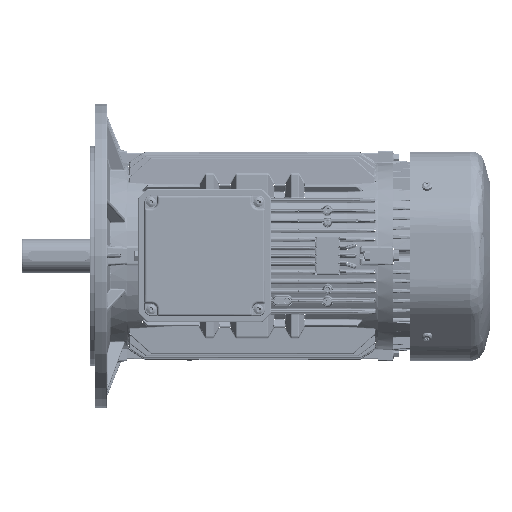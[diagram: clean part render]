
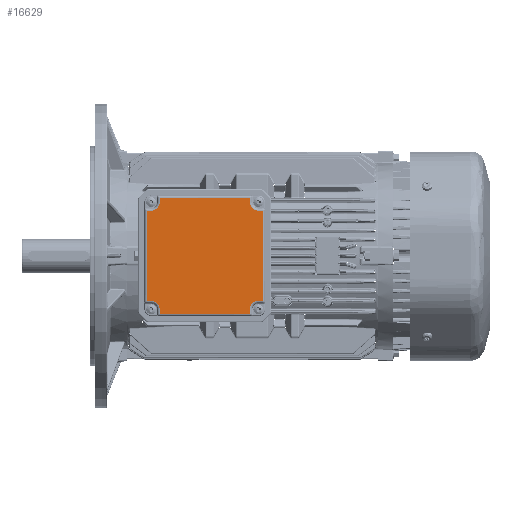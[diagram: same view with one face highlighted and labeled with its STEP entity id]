
A CAD part, top view. The second image highlights one B-rep face of the part: STEP entity #16629.
In plain terms, the highlighted planar face has unit normal (0, 0, 1).
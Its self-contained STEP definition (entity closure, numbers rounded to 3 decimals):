
#16629=ADVANCED_FACE('',(#24728),#22759,.T.);
#22759=PLANE('',#117635);
#24728=FACE_OUTER_BOUND('',#31087,.T.);
#31087=EDGE_LOOP('',(#52495,#52496,#52497,#52498,#52499,#52500,#52501,#52502,
#52503,#52504,#52505,#52506,#52507,#52508,#52509,#52510));
#37867=LINE('',#162001,#43873);
#37868=LINE('',#162011,#43874);
#37870=LINE('',#162032,#43876);
#37872=LINE('',#162056,#43878);
#37874=LINE('',#162059,#43880);
#37876=LINE('',#162073,#43882);
#37899=LINE('',#162215,#43905);
#37954=LINE('',#162387,#43960);
#37955=LINE('',#162388,#43961);
#37956=LINE('',#162390,#43962);
#37957=LINE('',#162391,#43963);
#37958=LINE('',#162393,#43964);
#43873=VECTOR('',#129597,1.);
#43874=VECTOR('',#129610,1.);
#43876=VECTOR('',#129634,1.);
#43878=VECTOR('',#129648,1.);
#43880=VECTOR('',#129652,1.);
#43882=VECTOR('',#129656,1.);
#43905=VECTOR('',#129773,1.);
#43960=VECTOR('',#129960,1.);
#43961=VECTOR('',#129961,1.);
#43962=VECTOR('',#129962,1.);
#43963=VECTOR('',#129963,1.);
#43964=VECTOR('',#129964,1.);
#52495=ORIENTED_EDGE('',*,*,#95301,.T.);
#52496=ORIENTED_EDGE('',*,*,#95278,.T.);
#52497=ORIENTED_EDGE('',*,*,#95274,.T.);
#52498=ORIENTED_EDGE('',*,*,#95298,.T.);
#52499=ORIENTED_EDGE('',*,*,#95279,.T.);
#52500=ORIENTED_EDGE('',*,*,#95283,.T.);
#52501=ORIENTED_EDGE('',*,*,#95439,.T.);
#52502=ORIENTED_EDGE('',*,*,#95355,.T.);
#52503=ORIENTED_EDGE('',*,*,#95289,.T.);
#52504=ORIENTED_EDGE('',*,*,#95286,.T.);
#52505=ORIENTED_EDGE('',*,*,#95440,.T.);
#52506=ORIENTED_EDGE('',*,*,#95441,.T.);
#52507=ORIENTED_EDGE('',*,*,#95296,.T.);
#52508=ORIENTED_EDGE('',*,*,#95295,.T.);
#52509=ORIENTED_EDGE('',*,*,#95442,.T.);
#52510=ORIENTED_EDGE('',*,*,#95443,.T.);
#82326=VERTEX_POINT('',#161832);
#82341=VERTEX_POINT('',#161910);
#82358=VERTEX_POINT('',#162000);
#82359=VERTEX_POINT('',#162002);
#82360=VERTEX_POINT('',#162006);
#82362=VERTEX_POINT('',#162012);
#82365=VERTEX_POINT('',#162019);
#82367=VERTEX_POINT('',#162025);
#82368=VERTEX_POINT('',#162027);
#82370=VERTEX_POINT('',#162033);
#82372=VERTEX_POINT('',#162048);
#82375=VERTEX_POINT('',#162053);
#82377=VERTEX_POINT('',#162074);
#82405=VERTEX_POINT('',#162216);
#82446=VERTEX_POINT('',#162389);
#82447=VERTEX_POINT('',#162392);
#95274=EDGE_CURVE('',#82359,#82358,#37867,.T.);
#95278=EDGE_CURVE('',#82360,#82359,#113270,.T.);
#95279=EDGE_CURVE('',#82341,#82362,#37868,.T.);
#95283=EDGE_CURVE('',#82362,#82365,#113273,.T.);
#95286=EDGE_CURVE('',#82368,#82367,#113276,.T.);
#95289=EDGE_CURVE('',#82370,#82368,#37870,.T.);
#95295=EDGE_CURVE('',#82372,#82375,#113282,.T.);
#95296=EDGE_CURVE('',#82326,#82372,#37872,.T.);
#95298=EDGE_CURVE('',#82358,#82341,#37874,.T.);
#95301=EDGE_CURVE('',#82377,#82360,#37876,.T.);
#95355=EDGE_CURVE('',#82405,#82370,#37899,.T.);
#95439=EDGE_CURVE('',#82365,#82405,#37954,.T.);
#95440=EDGE_CURVE('',#82367,#82446,#37955,.T.);
#95441=EDGE_CURVE('',#82446,#82326,#37956,.T.);
#95442=EDGE_CURVE('',#82375,#82447,#37957,.T.);
#95443=EDGE_CURVE('',#82447,#82377,#37958,.T.);
#113270=CIRCLE('',#117501,7.);
#113273=CIRCLE('',#117506,7.);
#113276=CIRCLE('',#117510,7.);
#113282=CIRCLE('',#117518,7.);
#117501=AXIS2_PLACEMENT_3D('',#162009,#129606,#129607);
#117506=AXIS2_PLACEMENT_3D('',#162020,#129618,#129619);
#117510=AXIS2_PLACEMENT_3D('',#162026,#129626,#129627);
#117518=AXIS2_PLACEMENT_3D('',#162054,#129644,#129645);
#117635=AXIS2_PLACEMENT_3D('',#162394,#129965,#129966);
#129597=DIRECTION('',(0.,-1.,0.));
#129606=DIRECTION('',(0.,0.,-1.));
#129607=DIRECTION('',(-1.,0.,0.));
#129610=DIRECTION('',(0.,1.,0.));
#129618=DIRECTION('',(0.,0.,-1.));
#129619=DIRECTION('',(-1.,0.,0.));
#129626=DIRECTION('',(0.,0.,-1.));
#129627=DIRECTION('',(-1.,0.,0.));
#129634=DIRECTION('',(-1.,0.,0.));
#129644=DIRECTION('',(0.,0.,-1.));
#129645=DIRECTION('',(-1.,0.,0.));
#129648=DIRECTION('',(0.,-1.,0.));
#129652=DIRECTION('',(1.,0.,0.));
#129656=DIRECTION('',(1.,0.,0.));
#129773=DIRECTION('',(0.,1.,0.));
#129960=DIRECTION('',(1.,0.,0.));
#129961=DIRECTION('',(0.,1.,0.));
#129962=DIRECTION('',(-1.,0.,0.));
#129963=DIRECTION('',(-1.,0.,0.));
#129964=DIRECTION('',(0.,-1.,0.));
#129965=DIRECTION('',(0.,0.,1.));
#129966=DIRECTION('',(1.,0.,0.));
#161832=CARTESIAN_POINT('',(30.5,47.5,133.05));
#161910=CARTESIAN_POINT('',(104.5,-47.5,133.05));
#162000=CARTESIAN_POINT('',(30.5,-47.5,133.05));
#162001=CARTESIAN_POINT('',(30.5,-49.5,133.05));
#162002=CARTESIAN_POINT('',(30.5,-44.,133.05));
#162006=CARTESIAN_POINT('',(23.5,-37.,133.05));
#162009=CARTESIAN_POINT('',(23.5,-44.,133.05));
#162011=CARTESIAN_POINT('',(104.5,-44.,133.05));
#162012=CARTESIAN_POINT('',(104.5,-44.,133.05));
#162019=CARTESIAN_POINT('',(111.5,-37.,133.05));
#162020=CARTESIAN_POINT('',(111.5,-44.,133.05));
#162025=CARTESIAN_POINT('',(104.5,44.,133.05));
#162026=CARTESIAN_POINT('',(111.5,44.,133.05));
#162027=CARTESIAN_POINT('',(111.5,37.,133.05));
#162032=CARTESIAN_POINT('',(111.5,37.,133.05));
#162033=CARTESIAN_POINT('',(115.,37.,133.05));
#162048=CARTESIAN_POINT('',(30.5,44.,133.05));
#162053=CARTESIAN_POINT('',(23.5,37.,133.05));
#162054=CARTESIAN_POINT('',(23.5,44.,133.05));
#162056=CARTESIAN_POINT('',(30.5,44.,133.05));
#162059=CARTESIAN_POINT('',(106.5,-47.5,133.05));
#162073=CARTESIAN_POINT('',(23.5,-37.,133.05));
#162074=CARTESIAN_POINT('',(20.,-37.,133.05));
#162215=CARTESIAN_POINT('',(115.,39.,133.05));
#162216=CARTESIAN_POINT('',(115.,-37.,133.05));
#162387=CARTESIAN_POINT('',(117.,-37.,133.05));
#162388=CARTESIAN_POINT('',(104.5,49.5,133.05));
#162389=CARTESIAN_POINT('',(104.5,47.5,133.05));
#162390=CARTESIAN_POINT('',(28.5,47.5,133.05));
#162391=CARTESIAN_POINT('',(18.,37.,133.05));
#162392=CARTESIAN_POINT('',(20.,37.,133.05));
#162393=CARTESIAN_POINT('',(20.,-39.,133.05));
#162394=CARTESIAN_POINT('',(23.5,-44.,133.05));
